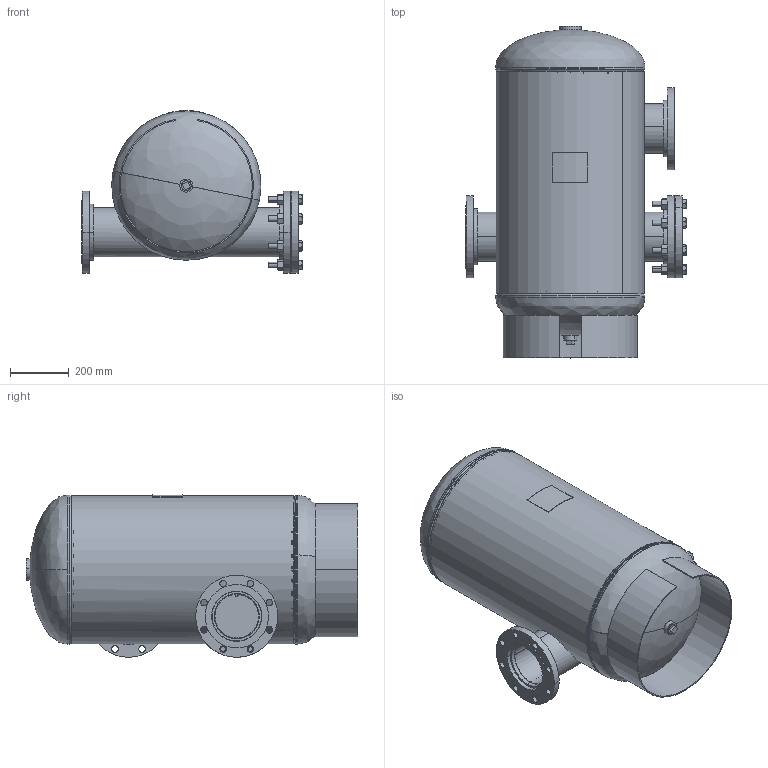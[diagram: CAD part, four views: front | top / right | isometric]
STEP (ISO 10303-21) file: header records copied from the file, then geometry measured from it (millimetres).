
FILE_DESCRIPTION (( 'STEP AP203' ), '1' );
FILE_NAME ('SPA-6S.STEP', '2020-11-16T21:49:43', ( '' ), ( '' ), 'SwSTEP 2.0', 'SolidWorks 2020', '' );
FILE_SCHEMA (( 'CONFIG_CONTROL_DESIGN' ));
Length unit declared in the file: inch
Products named in the file (18): 05106001; 9301110_11.75; 9500050; PLUGS_9500150; 9200120; 72Q0667; 9500080; 99P0157_11.5; 9800582_HHBOLT 0.7500-10x4x4-N; SORF FLANGES ASME B16.5_6 150# SA-105; BLIND FLANGES ASME B16.5_6 150# SA-105; 9600830_20" VERT; 99J0027; 9100240_.5; SPA-6S; 9800630_HHNUT 0.7500-10-D-N; Garlock F.F. Gaskets 150# .0625 tk_9471206
Assembly tree (34 placements, depth 2):
  SPA-6S
    05106001
    9200120
    9200120
    9500050
    9500080
    PLUGS_9500150
    9301110_11.75
    SORF FLANGES ASME B16.5_6 150# SA-105  x3
    BLIND FLANGES ASME B16.5_6 150# SA-105
    99P0157_11.5  x2
    Garlock F.F. Gaskets 150# .0625 tk_9471206
    72Q0667
    9100240_.5
    99J0027
    9800582_HHBOLT 0.7500-10x4x4-N  x8
    9800630_HHNUT 0.7500-10-D-N  x8
    9600830_20" VERT
Bounding box: 749.91 x 1129.97 x 553.48 mm (x, y, z)
Volume: 14055240 mm3; surface area: 6084414.1 mm2
Topology: 34 solids, 34 shells, 664 faces, 1484 edges, 904 vertices
Faces by surface type: cylinder 220, cone 216, plane 192, bspline 20, torus 16
Full cylindrical faces by diameter (mm): 148.374 x1, 150.812 x1, 499.821 x1, 506.171 x1
Entity records: 20153 total; most frequent: CARTESIAN_POINT 11281, DIRECTION 1458, ORIENTED_EDGE 1256, EDGE_CURVE 628, AXIS2_PLACEMENT_3D 624, VERTEX_POINT 394, EDGE_LOOP 350, CIRCLE 334
